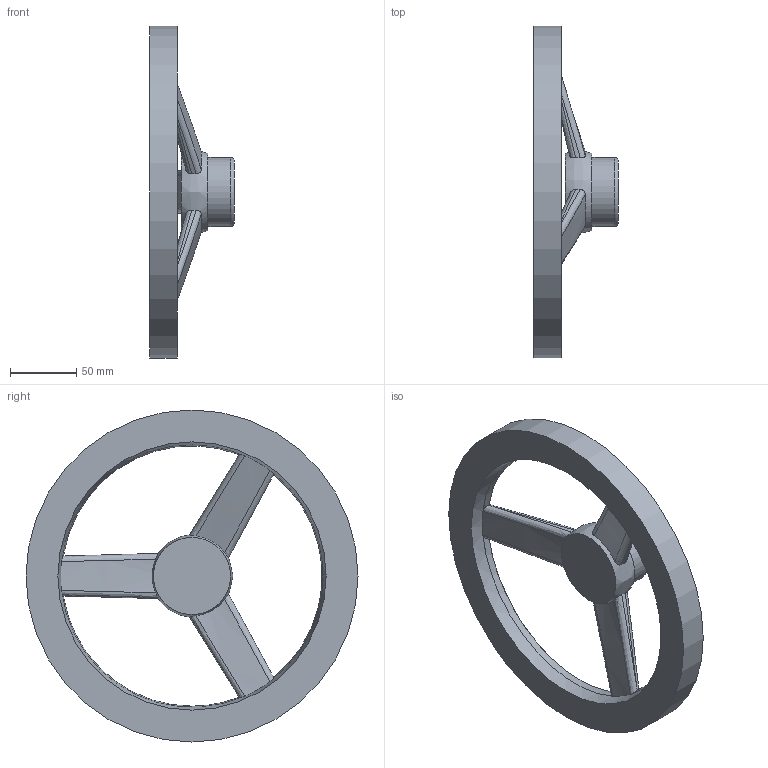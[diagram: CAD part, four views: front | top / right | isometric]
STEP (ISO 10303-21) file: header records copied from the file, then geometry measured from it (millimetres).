
FILE_DESCRIPTION(/* description */ (''),/* implementation_level */ '2;1');
FILE_NAME(/* name */ 'KBN_250',/* time_stamp */ '2012-11-23T16:04:39+08:00',/* author */ (''),/* organization */ (''),/* preprocessor_version */ 'ST-DEVELOPER v9',/* originating_system */ 'UGS - NX 4.0',/* authorisation */ '');
FILE_SCHEMA (('CONFIG_CONTROL_DESIGN'));
Length unit declared in the file: millimetre
Products named in the file (1): Admi8AACxl3i
Bounding box: 64 x 250 x 250 mm (x, y, z)
Volume: 484766.8 mm3; surface area: 90605.3 mm2
Topology: 1 solids, 1 shells, 43 faces, 118 edges, 76 vertices
Faces by surface type: cone 14, bspline 13, plane 11, torus 3, cylinder 2
Full cylindrical faces by diameter (mm): 52 x1, 250 x1
Entity records: 1868 total; most frequent: CARTESIAN_POINT 915, ORIENTED_EDGE 208, DIRECTION 126, EDGE_CURVE 104, B_SPLINE_CURVE_WITH_KNOTS 72, VERTEX_POINT 71, AXIS2_PLACEMENT_3D 63, EDGE_LOOP 57
